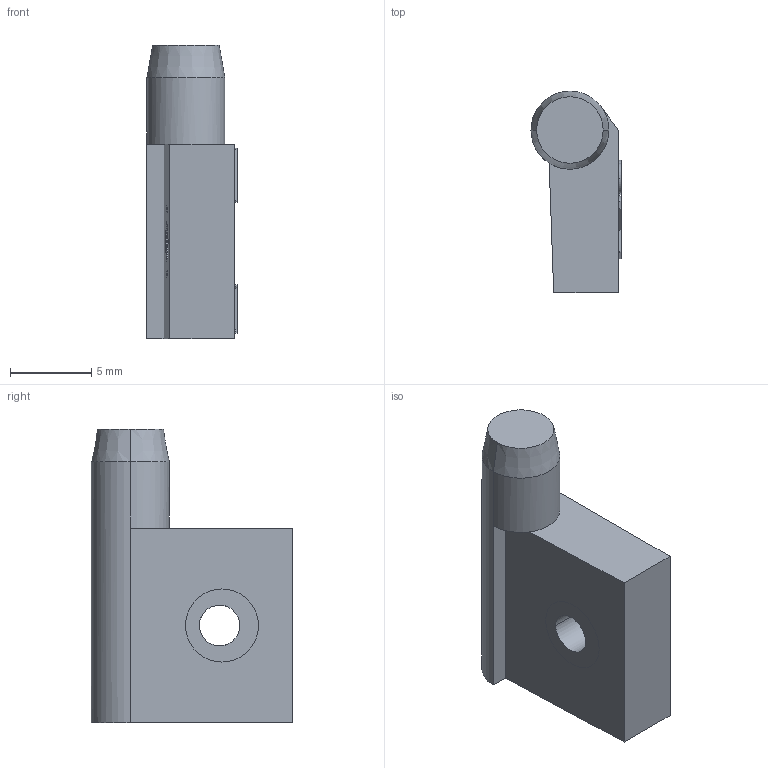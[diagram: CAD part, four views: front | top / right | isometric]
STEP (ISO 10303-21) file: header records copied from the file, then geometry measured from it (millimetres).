
FILE_DESCRIPTION (( 'STEP AP214' ), '1' );
FILE_NAME ('JXHSV06-04003-d Lower hinge of the motherboard box.step', '2023-01-05T07:14:43', ( '微软用户' ), ( '微软中国' ), 'SwSTEP 2.0', 'SolidWorks 2020', '' );
FILE_SCHEMA (( 'AUTOMOTIVE_DESIGN' ));
Length unit declared in the file: millimetre
Products named in the file (1): JXHSV06-04003-d Lower hinge of the motherboard box
Bounding box: 5.55 x 12.4 x 18.1 mm (x, y, z)
Volume: 699.2 mm3; surface area: 615.7 mm2
Topology: 1 solids, 1 shells, 67 faces, 177 edges, 118 vertices
Faces by surface type: plane 39, bspline 22, cylinder 4, cone 2
Entity records: 3241 total; most frequent: CARTESIAN_POINT 1645, ORIENTED_EDGE 354, DIRECTION 233, EDGE_CURVE 177, VERTEX_POINT 118, VECTOR 117, LINE 117, EDGE_LOOP 75
